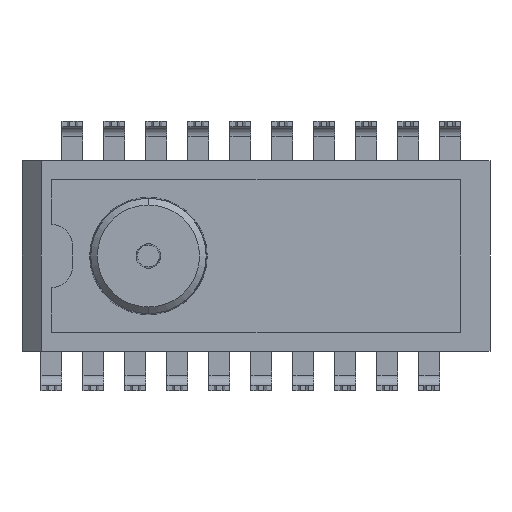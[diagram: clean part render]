
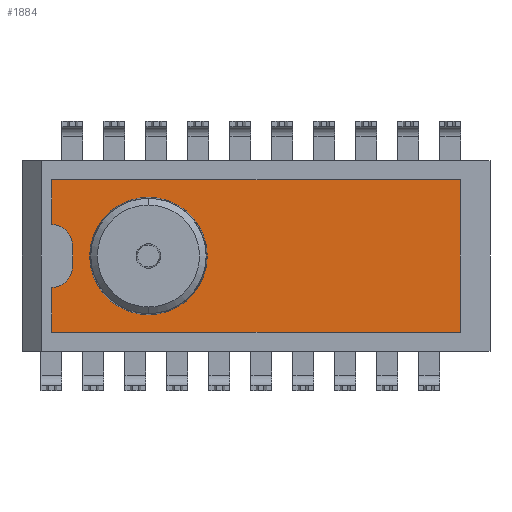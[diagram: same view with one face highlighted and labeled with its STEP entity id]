
A CAD part, front view. The second image highlights one B-rep face of the part: STEP entity #1884.
In plain terms, the highlighted planar face has unit normal (0, -1, 0).
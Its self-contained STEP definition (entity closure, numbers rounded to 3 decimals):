
#131 = DIRECTION ( 'NONE',  ( 0., 0., -1. ) ) ;
#300 = VERTEX_POINT ( 'NONE', #7507 ) ;
#642 = EDGE_CURVE ( 'NONE', #300, #4163, #1335, .T. ) ;
#745 = CARTESIAN_POINT ( 'NONE',  ( 6.025, 0., -4.55 ) ) ;
#835 = VECTOR ( 'NONE', #13646, 1000. ) ;
#871 = EDGE_CURVE ( 'NONE', #8716, #7562, #16311, .T. ) ;
#1084 = CARTESIAN_POINT ( 'NONE',  ( 20.89, 0., -0.91 ) ) ;
#1335 = CIRCLE ( 'NONE', #16973, 2.8 ) ;
#1401 = DIRECTION ( 'NONE',  ( 1., 0., 0. ) ) ;
#1614 = VECTOR ( 'NONE', #4023, 1000. ) ;
#1760 = CARTESIAN_POINT ( 'NONE',  ( 2.41, 0., -5.05 ) ) ;
#1884 = ADVANCED_FACE ( 'NONE', ( #5658, #15670 ), #3749, .T. ) ;
#2052 = VERTEX_POINT ( 'NONE', #7396 ) ;
#2219 = CARTESIAN_POINT ( 'NONE',  ( 2.41, 0., -4.05 ) ) ;
#2572 = DIRECTION ( 'NONE',  ( 0., 0., -1. ) ) ;
#3331 = VECTOR ( 'NONE', #11272, 1000. ) ;
#3468 = AXIS2_PLACEMENT_3D ( 'NONE', #5729, #5558, #4335 ) ;
#3572 = EDGE_LOOP ( 'NONE', ( #6229, #15856, #8687, #13331, #6908, #4726, #12501, #14194 ) ) ;
#3749 = PLANE ( 'NONE',  #7647 ) ;
#3772 = EDGE_CURVE ( 'NONE', #10072, #9960, #5825, .T. ) ;
#3813 = CARTESIAN_POINT ( 'NONE',  ( 0., 0., 0. ) ) ;
#4023 = DIRECTION ( 'NONE',  ( 0., 0., -1. ) ) ;
#4028 = EDGE_CURVE ( 'NONE', #2052, #6144, #11871, .T. ) ;
#4081 = CARTESIAN_POINT ( 'NONE',  ( 1.41, 0., -0.91 ) ) ;
#4163 = VERTEX_POINT ( 'NONE', #8097 ) ;
#4251 = DIRECTION ( 'NONE',  ( 0., -1., 0. ) ) ;
#4335 = DIRECTION ( 'NONE',  ( 0., 0., 1. ) ) ;
#4726 = ORIENTED_EDGE ( 'NONE', *, *, #3772, .T. ) ;
#4755 = EDGE_CURVE ( 'NONE', #7062, #10072, #14947, .T. ) ;
#4817 = EDGE_CURVE ( 'NONE', #4163, #300, #14102, .T. ) ;
#5197 = DIRECTION ( 'NONE',  ( 0., -1., 0. ) ) ;
#5324 = VECTOR ( 'NONE', #10742, 1000. ) ;
#5558 = DIRECTION ( 'NONE',  ( 0., -1., 0. ) ) ;
#5585 = CARTESIAN_POINT ( 'NONE',  ( 6.025, 0., -4.55 ) ) ;
#5658 = FACE_OUTER_BOUND ( 'NONE', #3572, .T. ) ;
#5729 = CARTESIAN_POINT ( 'NONE',  ( 1.41, 0., -4.05 ) ) ;
#5825 = LINE ( 'NONE', #12420, #835 ) ;
#5826 = EDGE_CURVE ( 'NONE', #2052, #7062, #13484, .T. ) ;
#5951 = LINE ( 'NONE', #13464, #5324 ) ;
#6144 = VERTEX_POINT ( 'NONE', #1760 ) ;
#6229 = ORIENTED_EDGE ( 'NONE', *, *, #871, .F. ) ;
#6908 = ORIENTED_EDGE ( 'NONE', *, *, #4755, .T. ) ;
#6974 = CARTESIAN_POINT ( 'NONE',  ( 1.41, 0., -0.91 ) ) ;
#7062 = VERTEX_POINT ( 'NONE', #16105 ) ;
#7396 = CARTESIAN_POINT ( 'NONE',  ( 1.41, 0., -6.05 ) ) ;
#7507 = CARTESIAN_POINT ( 'NONE',  ( 6.025, 0., -1.75 ) ) ;
#7562 = VERTEX_POINT ( 'NONE', #10084 ) ;
#7647 = AXIS2_PLACEMENT_3D ( 'NONE', #3813, #5197, #2572 ) ;
#7657 = DIRECTION ( 'NONE',  ( 0., 0., -1. ) ) ;
#8097 = CARTESIAN_POINT ( 'NONE',  ( 6.025, 0., -7.35 ) ) ;
#8468 = VERTEX_POINT ( 'NONE', #6974 ) ;
#8614 = ORIENTED_EDGE ( 'NONE', *, *, #4817, .F. ) ;
#8687 = ORIENTED_EDGE ( 'NONE', *, *, #4028, .F. ) ;
#8716 = VERTEX_POINT ( 'NONE', #15581 ) ;
#9367 = CARTESIAN_POINT ( 'NONE',  ( 1.41, 0., -8.19 ) ) ;
#9782 = AXIS2_PLACEMENT_3D ( 'NONE', #5585, #4251, #131 ) ;
#9945 = VECTOR ( 'NONE', #1401, 1000. ) ;
#9960 = VERTEX_POINT ( 'NONE', #1084 ) ;
#10072 = VERTEX_POINT ( 'NONE', #14023 ) ;
#10084 = CARTESIAN_POINT ( 'NONE',  ( 1.41, 0., -3.05 ) ) ;
#10106 = DIRECTION ( 'NONE',  ( 0., -1., 0. ) ) ;
#10345 = AXIS2_PLACEMENT_3D ( 'NONE', #17043, #14458, #14572 ) ;
#10742 = DIRECTION ( 'NONE',  ( -1., 0., 0. ) ) ;
#10823 = VECTOR ( 'NONE', #11592, 1000. ) ;
#11272 = DIRECTION ( 'NONE',  ( 0., 0., -1. ) ) ;
#11441 = LINE ( 'NONE', #2219, #10823 ) ;
#11592 = DIRECTION ( 'NONE',  ( 0., 0., 1. ) ) ;
#11859 = LINE ( 'NONE', #15239, #3331 ) ;
#11871 = CIRCLE ( 'NONE', #10345, 1. ) ;
#12318 = EDGE_LOOP ( 'NONE', ( #8614, #16663 ) ) ;
#12420 = CARTESIAN_POINT ( 'NONE',  ( 20.89, 0., -0.91 ) ) ;
#12501 = ORIENTED_EDGE ( 'NONE', *, *, #13266, .T. ) ;
#13266 = EDGE_CURVE ( 'NONE', #9960, #8468, #5951, .T. ) ;
#13331 = ORIENTED_EDGE ( 'NONE', *, *, #5826, .T. ) ;
#13464 = CARTESIAN_POINT ( 'NONE',  ( 1.41, 0., -0.91 ) ) ;
#13484 = LINE ( 'NONE', #4081, #1614 ) ;
#13646 = DIRECTION ( 'NONE',  ( 0., 0., 1. ) ) ;
#14023 = CARTESIAN_POINT ( 'NONE',  ( 20.89, 0., -8.19 ) ) ;
#14102 = CIRCLE ( 'NONE', #9782, 2.8 ) ;
#14194 = ORIENTED_EDGE ( 'NONE', *, *, #17277, .T. ) ;
#14458 = DIRECTION ( 'NONE',  ( 0., -1., 0. ) ) ;
#14572 = DIRECTION ( 'NONE',  ( 0., 0., -1. ) ) ;
#14947 = LINE ( 'NONE', #9367, #9945 ) ;
#15239 = CARTESIAN_POINT ( 'NONE',  ( 1.41, 0., -0.91 ) ) ;
#15581 = CARTESIAN_POINT ( 'NONE',  ( 2.41, 0., -4.05 ) ) ;
#15670 = FACE_BOUND ( 'NONE', #12318, .T. ) ;
#15856 = ORIENTED_EDGE ( 'NONE', *, *, #17120, .F. ) ;
#16105 = CARTESIAN_POINT ( 'NONE',  ( 1.41, 0., -8.19 ) ) ;
#16311 = CIRCLE ( 'NONE', #3468, 1. ) ;
#16663 = ORIENTED_EDGE ( 'NONE', *, *, #642, .F. ) ;
#16973 = AXIS2_PLACEMENT_3D ( 'NONE', #745, #10106, #7657 ) ;
#17043 = CARTESIAN_POINT ( 'NONE',  ( 1.41, 0., -5.05 ) ) ;
#17120 = EDGE_CURVE ( 'NONE', #6144, #8716, #11441, .T. ) ;
#17277 = EDGE_CURVE ( 'NONE', #8468, #7562, #11859, .T. ) ;
